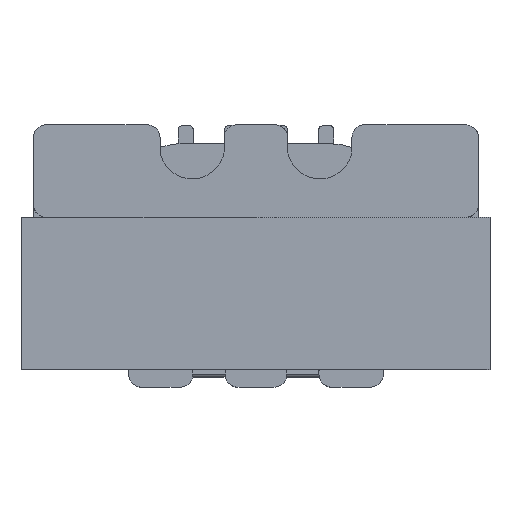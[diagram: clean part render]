
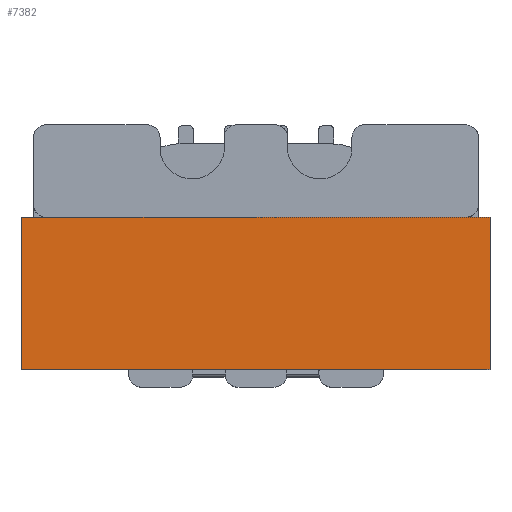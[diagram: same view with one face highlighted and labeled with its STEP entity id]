
A CAD part, top view. The second image highlights one B-rep face of the part: STEP entity #7382.
In plain terms, the highlighted free-form (B-spline) face has degree [1, 1] with [2, 2] control points.
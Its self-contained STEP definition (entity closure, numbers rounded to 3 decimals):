
#7228 = VERTEX_POINT('',#7229);
#7229 = CARTESIAN_POINT('',(-10.383,1.94,
    3.822));
#7234 = EDGE_CURVE('',#7228,#7235,#7237,.T.);
#7235 = VERTEX_POINT('',#7236);
#7236 = CARTESIAN_POINT('',(10.383,1.94,
    3.822));
#7237 = B_SPLINE_CURVE_WITH_KNOTS('',1,(#7238,#7239),.UNSPECIFIED.,.F.,
  .F.,(2,2),(-2.75,15.45),.PIECEWISE_BEZIER_KNOTS.);
#7238 = CARTESIAN_POINT('',(-10.383,1.94,
    3.822));
#7239 = CARTESIAN_POINT('',(10.383,1.94,
    3.822));
#7294 = VERTEX_POINT('',#7295);
#7295 = CARTESIAN_POINT('',(10.383,-4.792,
    3.822));
#7300 = EDGE_CURVE('',#7301,#7294,#7303,.T.);
#7301 = VERTEX_POINT('',#7302);
#7302 = CARTESIAN_POINT('',(-10.383,-4.792,
    3.822));
#7303 = B_SPLINE_CURVE_WITH_KNOTS('',1,(#7304,#7305),.UNSPECIFIED.,.F.,
  .F.,(2,2),(-2.75,15.45),.PIECEWISE_BEZIER_KNOTS.);
#7304 = CARTESIAN_POINT('',(-10.383,-4.792,
    3.822));
#7305 = CARTESIAN_POINT('',(10.383,-4.792,
    3.822));
#7371 = EDGE_CURVE('',#7228,#7301,#7372,.T.);
#7372 = B_SPLINE_CURVE_WITH_KNOTS('',1,(#7373,#7374),.UNSPECIFIED.,.F.,
  .F.,(2,2),(-0.,5.9),.PIECEWISE_BEZIER_KNOTS.);
#7373 = CARTESIAN_POINT('',(-10.383,1.94,
    3.822));
#7374 = CARTESIAN_POINT('',(-10.383,-4.792,
    3.822));
#7382 = ADVANCED_FACE('',(#7383),#7393,.F.);
#7383 = FACE_BOUND('',#7384,.T.);
#7384 = EDGE_LOOP('',(#7385,#7386,#7391,#7392));
#7385 = ORIENTED_EDGE('',*,*,#7300,.T.);
#7386 = ORIENTED_EDGE('',*,*,#7387,.F.);
#7387 = EDGE_CURVE('',#7235,#7294,#7388,.T.);
#7388 = B_SPLINE_CURVE_WITH_KNOTS('',1,(#7389,#7390),.UNSPECIFIED.,.F.,
  .F.,(2,2),(-0.,5.9),.PIECEWISE_BEZIER_KNOTS.);
#7389 = CARTESIAN_POINT('',(10.383,1.94,
    3.822));
#7390 = CARTESIAN_POINT('',(10.383,-4.792,
    3.822));
#7391 = ORIENTED_EDGE('',*,*,#7234,.F.);
#7392 = ORIENTED_EDGE('',*,*,#7371,.T.);
#7393 = B_SPLINE_SURFACE_WITH_KNOTS('',1,1,(
    (#7394,#7395)
    ,(#7396,#7397
  )),.UNSPECIFIED.,.F.,.F.,.F.,(2,2),(2,2),(-15.45,2.75),(-5.9,
    0.),.PIECEWISE_BEZIER_KNOTS.);
#7394 = CARTESIAN_POINT('',(10.383,-4.792,
    3.822));
#7395 = CARTESIAN_POINT('',(10.383,1.94,
    3.822));
#7396 = CARTESIAN_POINT('',(-10.383,-4.792,
    3.822));
#7397 = CARTESIAN_POINT('',(-10.383,1.94,
    3.822));
